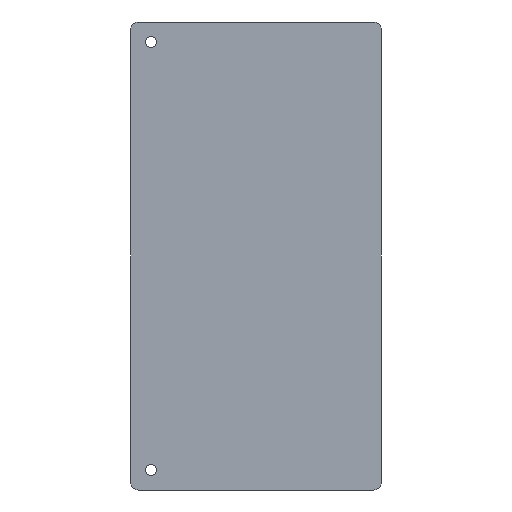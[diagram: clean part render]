
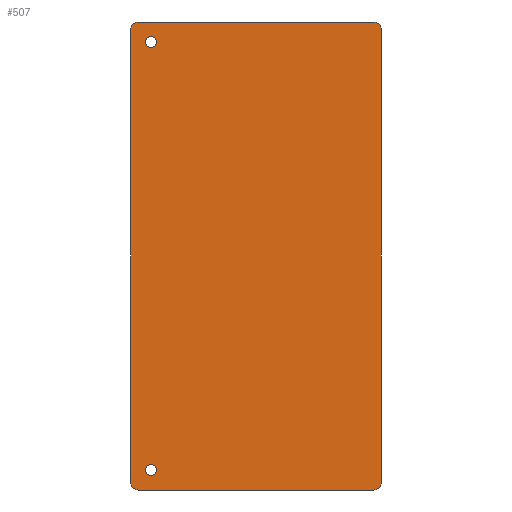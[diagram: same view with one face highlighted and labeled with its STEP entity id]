
A CAD part, left-side view. The second image highlights one B-rep face of the part: STEP entity #507.
In plain terms, the highlighted planar face has unit normal (-1, 0, 0).
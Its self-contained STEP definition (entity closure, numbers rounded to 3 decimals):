
#9 = CIRCLE ( 'NONE', #139, 3. ) ;
#11 = ORIENTED_EDGE ( 'NONE', *, *, #356, .F. ) ;
#18 = CARTESIAN_POINT ( 'NONE',  ( -1., 47., -93.5 ) ) ;
#21 = EDGE_CURVE ( 'NONE', #181, #452, #469, .T. ) ;
#24 = LINE ( 'NONE', #429, #357 ) ;
#27 = DIRECTION ( 'NONE',  ( -1., 0., 0. ) ) ;
#32 = CARTESIAN_POINT ( 'NONE',  ( -1., 42., 87.7 ) ) ;
#52 = VECTOR ( 'NONE', #310, 1000. ) ;
#53 = CARTESIAN_POINT ( 'NONE',  ( -1., 42., -83.3 ) ) ;
#55 = LINE ( 'NONE', #308, #52 ) ;
#62 = CIRCLE ( 'NONE', #369, 3. ) ;
#70 = CARTESIAN_POINT ( 'NONE',  ( -1., 42., -85.5 ) ) ;
#75 = VERTEX_POINT ( 'NONE', #242 ) ;
#82 = DIRECTION ( 'NONE',  ( 0., 0., -1. ) ) ;
#84 = EDGE_CURVE ( 'NONE', #452, #181, #442, .T. ) ;
#86 = LINE ( 'NONE', #127, #88 ) ;
#88 = VECTOR ( 'NONE', #489, 1000. ) ;
#95 = ORIENTED_EDGE ( 'NONE', *, *, #467, .T. ) ;
#103 = EDGE_LOOP ( 'NONE', ( #199, #331, #347, #151, #170, #95, #11, #387 ) ) ;
#105 = DIRECTION ( 'NONE',  ( 0., 0., -1. ) ) ;
#108 = AXIS2_PLACEMENT_3D ( 'NONE', #149, #263, #258 ) ;
#112 = VERTEX_POINT ( 'NONE', #246 ) ;
#115 = AXIS2_PLACEMENT_3D ( 'NONE', #156, #355, #518 ) ;
#121 = DIRECTION ( 'NONE',  ( 0., 0., -1. ) ) ;
#127 = CARTESIAN_POINT ( 'NONE',  ( -1., 50., 93.5 ) ) ;
#139 = AXIS2_PLACEMENT_3D ( 'NONE', #223, #379, #105 ) ;
#149 = CARTESIAN_POINT ( 'NONE',  ( -1., 42., -85.5 ) ) ;
#151 = ORIENTED_EDGE ( 'NONE', *, *, #329, .T. ) ;
#153 = CARTESIAN_POINT ( 'NONE',  ( -1., 50., -90.5 ) ) ;
#156 = CARTESIAN_POINT ( 'NONE',  ( -1., 42., 85.5 ) ) ;
#159 = ORIENTED_EDGE ( 'NONE', *, *, #84, .T. ) ;
#162 = CARTESIAN_POINT ( 'NONE',  ( -1., 0., 0. ) ) ;
#164 = PLANE ( 'NONE',  #451 ) ;
#166 = DIRECTION ( 'NONE',  ( 0., 0., -1. ) ) ;
#170 = ORIENTED_EDGE ( 'NONE', *, *, #341, .F. ) ;
#181 = VERTEX_POINT ( 'NONE', #337 ) ;
#188 = CARTESIAN_POINT ( 'NONE',  ( -1., -47., 90.5 ) ) ;
#192 = VERTEX_POINT ( 'NONE', #53 ) ;
#194 = CARTESIAN_POINT ( 'NONE',  ( -1., 47., -90.5 ) ) ;
#199 = ORIENTED_EDGE ( 'NONE', *, *, #296, .F. ) ;
#213 = EDGE_CURVE ( 'NONE', #261, #112, #86, .T. ) ;
#218 = AXIS2_PLACEMENT_3D ( 'NONE', #382, #27, #346 ) ;
#223 = CARTESIAN_POINT ( 'NONE',  ( -1., -47., -90.5 ) ) ;
#225 = CARTESIAN_POINT ( 'NONE',  ( -1., -50., 93.5 ) ) ;
#226 = EDGE_LOOP ( 'NONE', ( #314, #159 ) ) ;
#242 = CARTESIAN_POINT ( 'NONE',  ( -1., -50., -90.5 ) ) ;
#246 = CARTESIAN_POINT ( 'NONE',  ( -1., -47., 93.5 ) ) ;
#250 = AXIS2_PLACEMENT_3D ( 'NONE', #194, #324, #82 ) ;
#251 = CARTESIAN_POINT ( 'NONE',  ( -1., 47., 93.5 ) ) ;
#258 = DIRECTION ( 'NONE',  ( 0., 0., 1. ) ) ;
#261 = VERTEX_POINT ( 'NONE', #251 ) ;
#263 = DIRECTION ( 'NONE',  ( -1., 0., 0. ) ) ;
#280 = FACE_BOUND ( 'NONE', #226, .T. ) ;
#281 = VERTEX_POINT ( 'NONE', #427 ) ;
#283 = DIRECTION ( 'NONE',  ( -1., 0., 0. ) ) ;
#285 = CIRCLE ( 'NONE', #218, 3. ) ;
#294 = CIRCLE ( 'NONE', #366, 2.2 ) ;
#296 = EDGE_CURVE ( 'NONE', #311, #75, #500, .T. ) ;
#302 = VECTOR ( 'NONE', #465, 1000. ) ;
#308 = CARTESIAN_POINT ( 'NONE',  ( -1., 50., -93.5 ) ) ;
#310 = DIRECTION ( 'NONE',  ( 0., 1., 0. ) ) ;
#311 = VERTEX_POINT ( 'NONE', #351 ) ;
#314 = ORIENTED_EDGE ( 'NONE', *, *, #21, .T. ) ;
#321 = EDGE_CURVE ( 'NONE', #311, #112, #62, .T. ) ;
#322 = DIRECTION ( 'NONE',  ( 0., 0., 1. ) ) ;
#324 = DIRECTION ( 'NONE',  ( -1., 0., 0. ) ) ;
#329 = EDGE_CURVE ( 'NONE', #261, #281, #285, .T. ) ;
#331 = ORIENTED_EDGE ( 'NONE', *, *, #321, .T. ) ;
#337 = CARTESIAN_POINT ( 'NONE',  ( -1., 42., 83.3 ) ) ;
#341 = EDGE_CURVE ( 'NONE', #511, #281, #24, .T. ) ;
#346 = DIRECTION ( 'NONE',  ( 0., 0., -1. ) ) ;
#347 = ORIENTED_EDGE ( 'NONE', *, *, #213, .F. ) ;
#351 = CARTESIAN_POINT ( 'NONE',  ( -1., -50., 90.5 ) ) ;
#355 = DIRECTION ( 'NONE',  ( 1., 0., 0. ) ) ;
#356 = EDGE_CURVE ( 'NONE', #484, #410, #55, .T. ) ;
#357 = VECTOR ( 'NONE', #386, 1000. ) ;
#366 = AXIS2_PLACEMENT_3D ( 'NONE', #70, #283, #322 ) ;
#369 = AXIS2_PLACEMENT_3D ( 'NONE', #188, #416, #505 ) ;
#373 = EDGE_CURVE ( 'NONE', #430, #192, #424, .T. ) ;
#379 = DIRECTION ( 'NONE',  ( -1., 0., 0. ) ) ;
#382 = CARTESIAN_POINT ( 'NONE',  ( -1., 47., 90.5 ) ) ;
#386 = DIRECTION ( 'NONE',  ( 0., 0., 1. ) ) ;
#387 = ORIENTED_EDGE ( 'NONE', *, *, #388, .T. ) ;
#388 = EDGE_CURVE ( 'NONE', #484, #75, #9, .T. ) ;
#399 = CARTESIAN_POINT ( 'NONE',  ( -1., 42., -87.7 ) ) ;
#410 = VERTEX_POINT ( 'NONE', #18 ) ;
#416 = DIRECTION ( 'NONE',  ( -1., 0., 0. ) ) ;
#424 = CIRCLE ( 'NONE', #108, 2.2 ) ;
#427 = CARTESIAN_POINT ( 'NONE',  ( -1., 50., 90.5 ) ) ;
#429 = CARTESIAN_POINT ( 'NONE',  ( -1., 50., 93.5 ) ) ;
#430 = VERTEX_POINT ( 'NONE', #399 ) ;
#436 = DIRECTION ( 'NONE',  ( 1., 0., 0. ) ) ;
#437 = FACE_OUTER_BOUND ( 'NONE', #103, .T. ) ;
#442 = CIRCLE ( 'NONE', #115, 2.2 ) ;
#451 = AXIS2_PLACEMENT_3D ( 'NONE', #162, #472, #121 ) ;
#452 = VERTEX_POINT ( 'NONE', #32 ) ;
#457 = EDGE_LOOP ( 'NONE', ( #463, #471 ) ) ;
#463 = ORIENTED_EDGE ( 'NONE', *, *, #373, .F. ) ;
#465 = DIRECTION ( 'NONE',  ( 0., 0., -1. ) ) ;
#467 = EDGE_CURVE ( 'NONE', #511, #410, #503, .T. ) ;
#469 = CIRCLE ( 'NONE', #476, 2.2 ) ;
#471 = ORIENTED_EDGE ( 'NONE', *, *, #514, .F. ) ;
#472 = DIRECTION ( 'NONE',  ( 1., 0., 0. ) ) ;
#476 = AXIS2_PLACEMENT_3D ( 'NONE', #525, #436, #166 ) ;
#484 = VERTEX_POINT ( 'NONE', #515 ) ;
#489 = DIRECTION ( 'NONE',  ( 0., -1., 0. ) ) ;
#500 = LINE ( 'NONE', #225, #302 ) ;
#503 = CIRCLE ( 'NONE', #250, 3. ) ;
#505 = DIRECTION ( 'NONE',  ( 0., 0., -1. ) ) ;
#507 = ADVANCED_FACE ( 'NONE', ( #523, #280, #437 ), #164, .F. ) ;
#511 = VERTEX_POINT ( 'NONE', #153 ) ;
#514 = EDGE_CURVE ( 'NONE', #192, #430, #294, .T. ) ;
#515 = CARTESIAN_POINT ( 'NONE',  ( -1., -47., -93.5 ) ) ;
#518 = DIRECTION ( 'NONE',  ( 0., 0., -1. ) ) ;
#523 = FACE_BOUND ( 'NONE', #457, .T. ) ;
#525 = CARTESIAN_POINT ( 'NONE',  ( -1., 42., 85.5 ) ) ;
